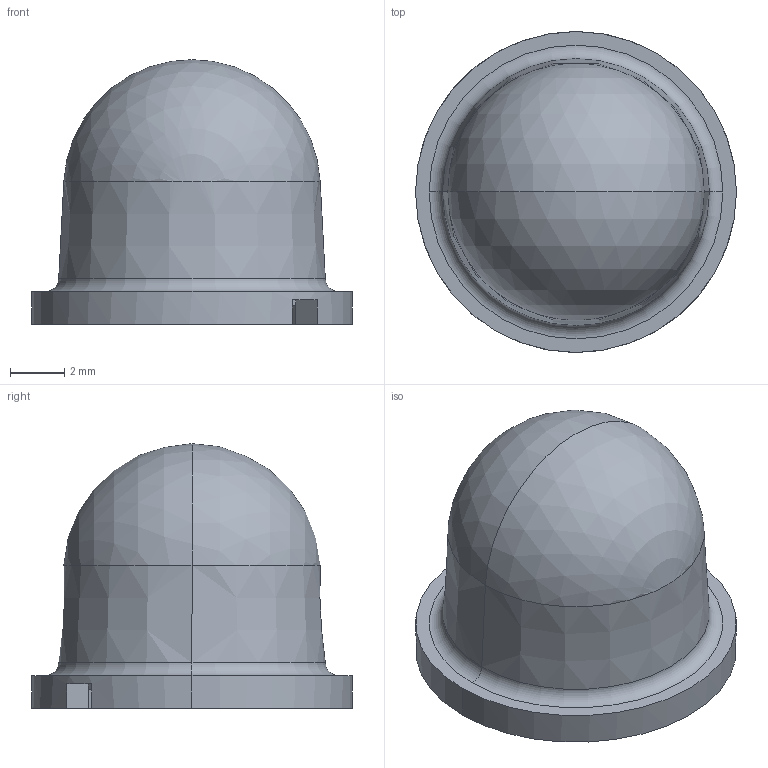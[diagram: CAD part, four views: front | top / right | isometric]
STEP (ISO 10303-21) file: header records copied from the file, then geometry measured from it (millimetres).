
FILE_DESCRIPTION (( 'STEP AP214' ), '1' );
FILE_NAME ('FresnelLens 10mm 8308-4.STEP', '2020-10-21T11:56:26', ( 'Elessar' ), ( '' ), 'SwSTEP 2.0', 'SolidWorks 2018', '' );
FILE_SCHEMA (( 'AUTOMOTIVE_DESIGN' ));
Length unit declared in the file: millimetre
Products named in the file (1): FresnelLens 10mm 8308-4
Bounding box: 11.8 x 11.8 x 9.73 mm (x, y, z)
Volume: 206.2 mm3; surface area: 622.1 mm2
Topology: 1 solids, 1 shells, 27 faces, 65 edges, 40 vertices
Faces by surface type: plane 10, cylinder 9, sphere 4, cone 2, torus 2
Entity records: 799 total; most frequent: DIRECTION 151, CARTESIAN_POINT 127, ORIENTED_EDGE 122, AXIS2_PLACEMENT_3D 62, EDGE_CURVE 61, VERTEX_POINT 38, CIRCLE 34, EDGE_LOOP 29
